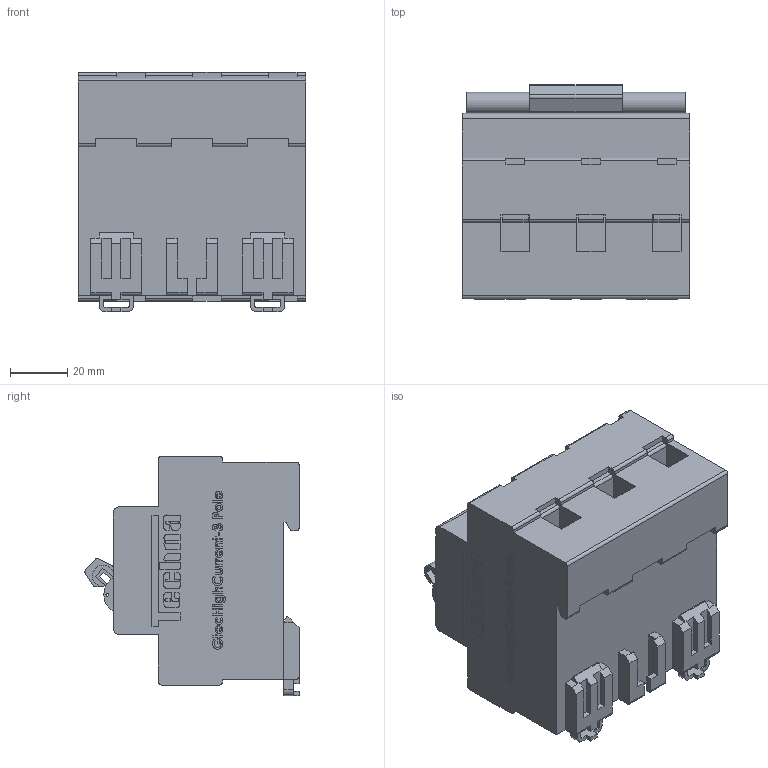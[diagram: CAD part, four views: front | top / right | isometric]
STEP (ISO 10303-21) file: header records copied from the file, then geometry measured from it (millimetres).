
FILE_DESCRIPTION (( 'STEP AP214' ), '1' );
FILE_NAME ('GtecHighCurrent-3 Pole-W.STEP', '2020-05-22T10:23:11', ( '' ), ( '' ), 'SwSTEP 2.0', 'SolidWorks 2020', '' );
FILE_SCHEMA (( 'AUTOMOTIVE_DESIGN' ));
Length unit declared in the file: millimetre
Products named in the file (1): GtecHighCurrent-3 Pole-W
Bounding box: 79.5 x 75 x 83.7 mm (x, y, z)
Volume: 332249 mm3; surface area: 43625.7 mm2
Topology: 1 solids, 1 shells, 1685 faces, 4677 edges, 3104 vertices
Faces by surface type: plane 1024, bspline 384, cylinder 277
Entity records: 84855 total; most frequent: CARTESIAN_POINT 31571, ORIENTED_EDGE 9354, DIRECTION 7097, EDGE_CURVE 4677, VECTOR 3277, LINE 3277, VERTEX_POINT 3104, AXIS2_PLACEMENT_3D 1910
